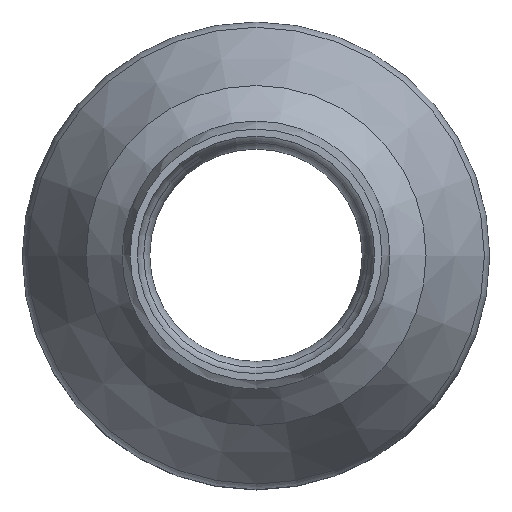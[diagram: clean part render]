
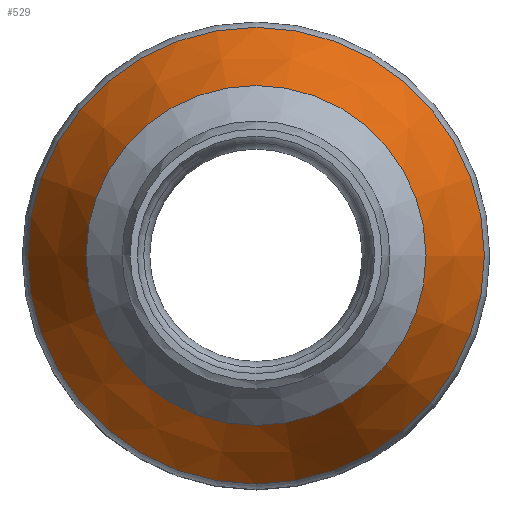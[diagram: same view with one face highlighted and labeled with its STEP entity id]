
A CAD part, top view. The second image highlights one B-rep face of the part: STEP entity #529.
In plain terms, the highlighted conical face has half-angle 26.565 degrees and reference radius 468.666 mm.
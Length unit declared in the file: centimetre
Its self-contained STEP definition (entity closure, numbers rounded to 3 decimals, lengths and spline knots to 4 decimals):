
#31=CONICAL_SURFACE('',#624,46.8666,0.464);
#55=LINE('',#1089,#69);
#69=VECTOR('',#824,46.8666);
#109=FACE_OUTER_BOUND('',#145,.T.);
#145=EDGE_LOOP('',(#489,#490,#491,#492,#493));
#197=CIRCLE('',#603,53.7331);
#198=CIRCLE('',#604,53.7331);
#209=CIRCLE('',#623,40.);
#248=VERTEX_POINT('',#1049);
#249=VERTEX_POINT('',#1051);
#259=VERTEX_POINT('',#1086);
#319=EDGE_CURVE('',#248,#249,#197,.T.);
#320=EDGE_CURVE('',#249,#248,#198,.T.);
#336=EDGE_CURVE('',#259,#259,#209,.T.);
#337=EDGE_CURVE('',#249,#259,#55,.T.);
#489=ORIENTED_EDGE('',*,*,#320,.F.);
#490=ORIENTED_EDGE('',*,*,#337,.T.);
#491=ORIENTED_EDGE('',*,*,#336,.T.);
#492=ORIENTED_EDGE('',*,*,#337,.F.);
#493=ORIENTED_EDGE('',*,*,#319,.F.);
#529=ADVANCED_FACE('',(#109),#31,.T.);
#603=AXIS2_PLACEMENT_3D('',#1052,#775,#776);
#604=AXIS2_PLACEMENT_3D('',#1053,#777,#778);
#623=AXIS2_PLACEMENT_3D('',#1087,#820,#821);
#624=AXIS2_PLACEMENT_3D('',#1088,#822,#823);
#775=DIRECTION('center_axis',(0.,0.,-1.));
#776=DIRECTION('ref_axis',(1.,0.,0.));
#777=DIRECTION('center_axis',(0.,0.,-1.));
#778=DIRECTION('ref_axis',(1.,0.,0.));
#820=DIRECTION('center_axis',(0.,0.,-1.));
#821=DIRECTION('ref_axis',(1.,0.,0.));
#822=DIRECTION('center_axis',(0.,0.,-1.));
#823=DIRECTION('ref_axis',(1.,0.,0.));
#824=DIRECTION('',(0.447,0.,0.894));
#1049=CARTESIAN_POINT('',(0.,-53.7331,82.5337));
#1051=CARTESIAN_POINT('',(-53.7331,0.,82.5337));
#1052=CARTESIAN_POINT('Origin',(0.,0.,82.5337));
#1053=CARTESIAN_POINT('Origin',(0.,0.,82.5337));
#1086=CARTESIAN_POINT('',(-40.,0.,110.));
#1087=CARTESIAN_POINT('Origin',(0.,0.,110.));
#1088=CARTESIAN_POINT('Origin',(0.,0.,96.2669));
#1089=CARTESIAN_POINT('',(-46.8666,0.,96.2669));
